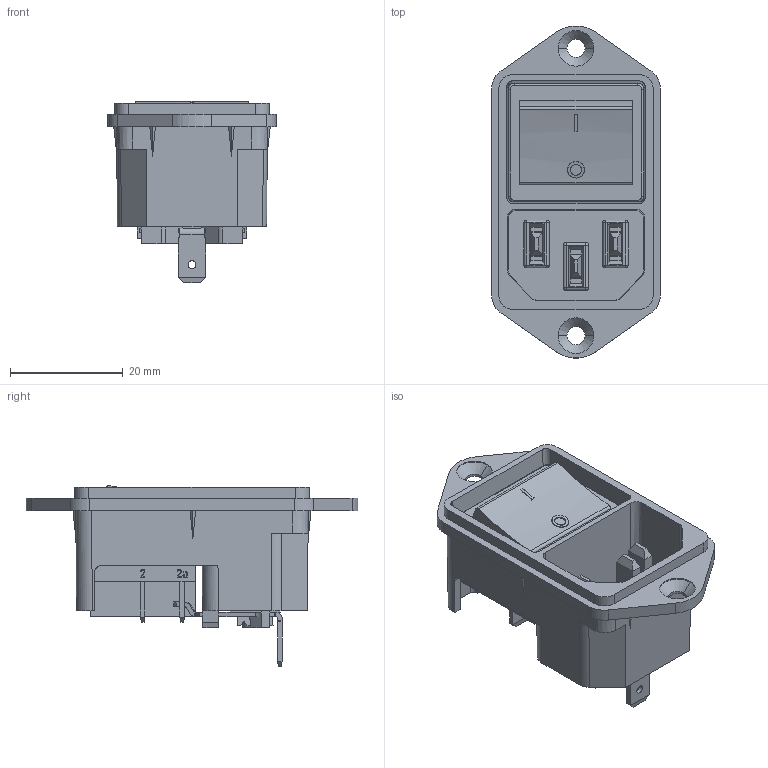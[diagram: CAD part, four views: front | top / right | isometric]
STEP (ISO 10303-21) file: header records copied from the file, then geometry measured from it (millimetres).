
FILE_DESCRIPTION (( 'STEP AP214' ), '1' );
FILE_NAME ('0100.1148_schraub.STEP', '2005-09-14T09:43:50', ( '' ), ( '' ), 'SwSTEP 2.0', 'SolidWorks 2004251', '' );
FILE_SCHEMA (( 'AUTOMOTIVE_DESIGN' ));
Length unit declared in the file: millimetre
Products named in the file (1): 0100.1148_schraub
Bounding box: 30 x 58.95 x 32.2 mm (x, y, z)
Volume: 12745.9 mm3; surface area: 12873 mm2
Topology: 1 solids, 1 shells, 702 faces, 1976 edges, 1260 vertices
Faces by surface type: plane 470, cylinder 122, bspline 72, cone 22, torus 16
Entity records: 25847 total; most frequent: CARTESIAN_POINT 8164, ORIENTED_EDGE 3950, DIRECTION 3270, EDGE_CURVE 1975, VECTOR 1506, LINE 1506, VERTEX_POINT 1260, AXIS2_PLACEMENT_3D 882
